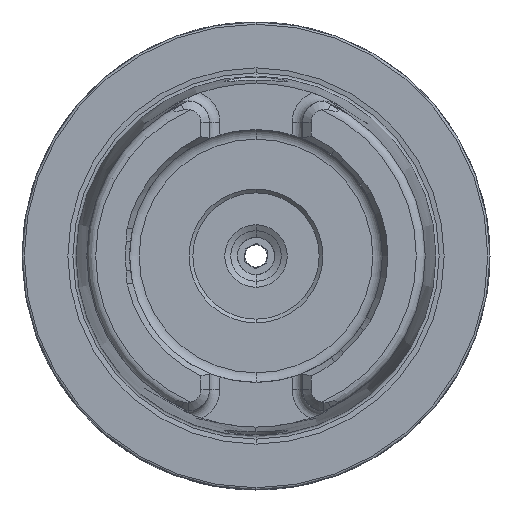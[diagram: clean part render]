
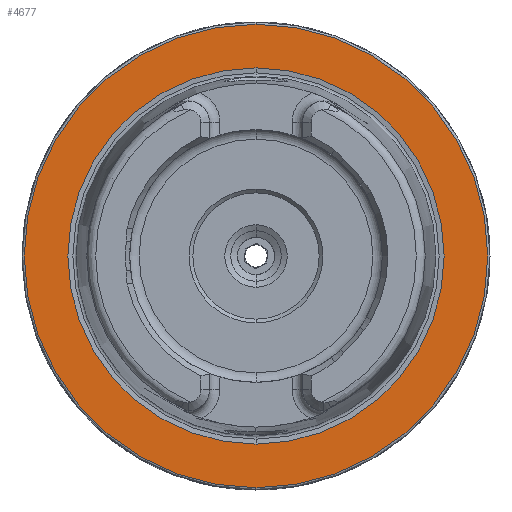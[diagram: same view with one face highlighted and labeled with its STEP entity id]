
A CAD part, left-side view. The second image highlights one B-rep face of the part: STEP entity #4677.
In plain terms, the highlighted planar face has unit normal (-1, 0, 0).
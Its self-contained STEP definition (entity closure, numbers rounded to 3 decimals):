
#393 = AXIS2_PLACEMENT_3D ( 'NONE', #2967, #2968, #2969 ) ;
#896 = CARTESIAN_POINT ( 'NONE',  ( 0., 0., 0. ) ) ;
#897 = DIRECTION ( 'NONE',  ( -1., 0., 0. ) ) ;
#898 = DIRECTION ( 'NONE',  ( 0., 0., 1. ) ) ;
#899 = CARTESIAN_POINT ( 'NONE',  ( 0., 0., 0. ) ) ;
#900 = DIRECTION ( 'NONE',  ( -1., 0., 0. ) ) ;
#901 = DIRECTION ( 'NONE',  ( 0., 0., 1. ) ) ;
#2006 = EDGE_CURVE ( 'NONE', #10224, #10225, #11248, .T. ) ;
#2330 = EDGE_CURVE ( 'NONE', #10225, #10224, #2451, .T. ) ;
#2331 = EDGE_CURVE ( 'NONE', #10220, #10219, #2452, .T. ) ;
#2451 = CIRCLE ( 'NONE', #3219, 25.324 ) ;
#2452 = CIRCLE ( 'NONE', #3220, 31.2 ) ;
#2623 = CIRCLE ( 'NONE', #5902, 31.2 ) ;
#2967 = CARTESIAN_POINT ( 'NONE',  ( 0., 0., 0. ) ) ;
#2968 = DIRECTION ( 'NONE',  ( -1., 0., 0. ) ) ;
#2969 = DIRECTION ( 'NONE',  ( 0., 0., 1. ) ) ;
#3079 = ORIENTED_EDGE ( 'NONE', *, *, #2330, .F. ) ;
#3081 = ORIENTED_EDGE ( 'NONE', *, *, #2006, .F. ) ;
#3083 = ORIENTED_EDGE ( 'NONE', *, *, #3504, .T. ) ;
#3085 = ORIENTED_EDGE ( 'NONE', *, *, #2331, .T. ) ;
#3219 = AXIS2_PLACEMENT_3D ( 'NONE', #896, #897, #898 ) ;
#3220 = AXIS2_PLACEMENT_3D ( 'NONE', #899, #900, #901 ) ;
#3504 = EDGE_CURVE ( 'NONE', #10219, #10220, #2623, .T. ) ;
#4677 = ADVANCED_FACE ( 'NONE', ( #8027, #8035 ), #8547, .F. ) ;
#5785 = CARTESIAN_POINT ( 'NONE',  ( 0., 0., 0. ) ) ;
#5786 = DIRECTION ( 'NONE',  ( -1., 0., 0. ) ) ;
#5787 = DIRECTION ( 'NONE',  ( 0., 0., 1. ) ) ;
#5902 = AXIS2_PLACEMENT_3D ( 'NONE', #5785, #5786, #5787 ) ;
#8027 = FACE_BOUND ( 'NONE', #9857, .T. ) ;
#8035 = FACE_OUTER_BOUND ( 'NONE', #11503, .T. ) ;
#8544 = CARTESIAN_POINT ( 'NONE',  ( 0., 31.2, 0. ) ) ;
#8547 = PLANE ( 'NONE',  #8963 ) ;
#8549 = DIRECTION ( 'NONE',  ( 1., 0., 0. ) ) ;
#8550 = DIRECTION ( 'NONE',  ( 0., 0., -1. ) ) ;
#8963 = AXIS2_PLACEMENT_3D ( 'NONE', #8544, #8549, #8550 ) ;
#9249 = CARTESIAN_POINT ( 'NONE',  ( 0., 0., 31.2 ) ) ;
#9250 = CARTESIAN_POINT ( 'NONE',  ( 0., 0., -31.2 ) ) ;
#9254 = CARTESIAN_POINT ( 'NONE',  ( 0., 0., -25.324 ) ) ;
#9255 = CARTESIAN_POINT ( 'NONE',  ( 0., 0., 25.324 ) ) ;
#9857 = EDGE_LOOP ( 'NONE', ( #3079, #3081 ) ) ;
#10219 = VERTEX_POINT ( 'NONE', #9249 ) ;
#10220 = VERTEX_POINT ( 'NONE', #9250 ) ;
#10224 = VERTEX_POINT ( 'NONE', #9254 ) ;
#10225 = VERTEX_POINT ( 'NONE', #9255 ) ;
#11248 = CIRCLE ( 'NONE', #393, 25.324 ) ;
#11503 = EDGE_LOOP ( 'NONE', ( #3083, #3085 ) ) ;
